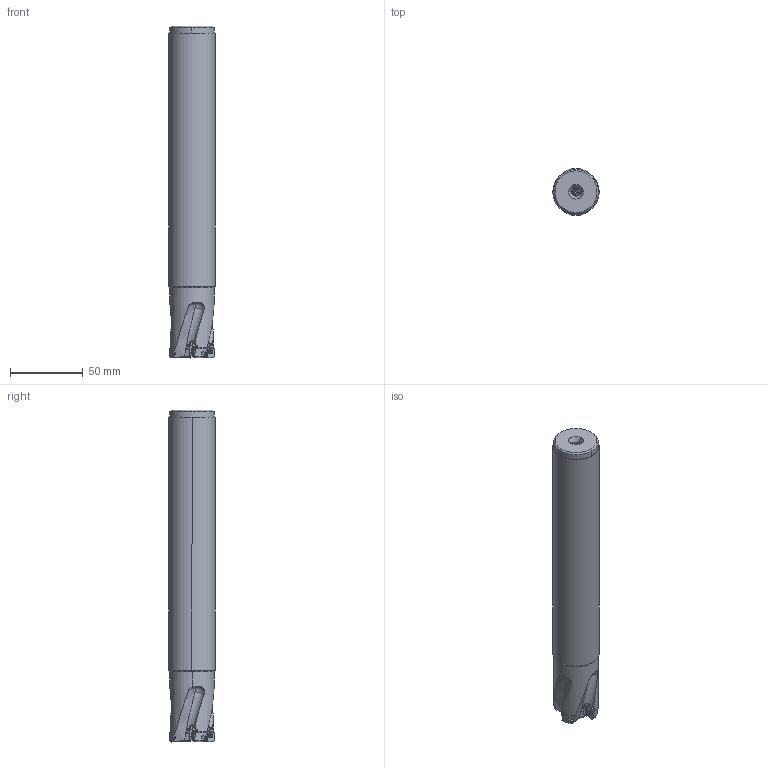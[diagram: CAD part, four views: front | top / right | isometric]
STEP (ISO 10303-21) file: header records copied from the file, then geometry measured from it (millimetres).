
FILE_DESCRIPTION(/* description */ (''),/* implementation_level */ '2;1');
FILE_NAME(/* name */ 'APX3000UR204SA20LA.stp',/* time_stamp */ '2021-09-08T11:45:51+09:00',/* author */ (''),/* organization */ (''),/* preprocessor_version */ 'ST-DEVELOPER v16',/* originating_system */ 'SIEMENS PLM Software NX 10.0',/* authorisation */ '');
FILE_SCHEMA (('AUTOMOTIVE_DESIGN { 1 0 10303 214 3 1 1 1 }'));
Length unit declared in the file: millimetre
Products named in the file (1): APX3000UR204SA20LA_ASM
Bounding box: 31.75 x 31.75 x 227.82 mm (x, y, z)
Volume: 163198.3 mm3; surface area: 29036.9 mm2
Topology: 5 solids, 5 shells, 355 faces, 1114 edges, 776 vertices
Faces by surface type: cylinder 154, plane 79, cone 64, torus 26, sphere 24, bspline 8
Entity records: 18888 total; most frequent: CARTESIAN_POINT 9117, ORIENTED_EDGE 2180, DIRECTION 1834, EDGE_CURVE 1090, AXIS2_PLACEMENT_3D 775, VERTEX_POINT 746, B_SPLINE_CURVE_WITH_KNOTS 410, EDGE_LOOP 372
